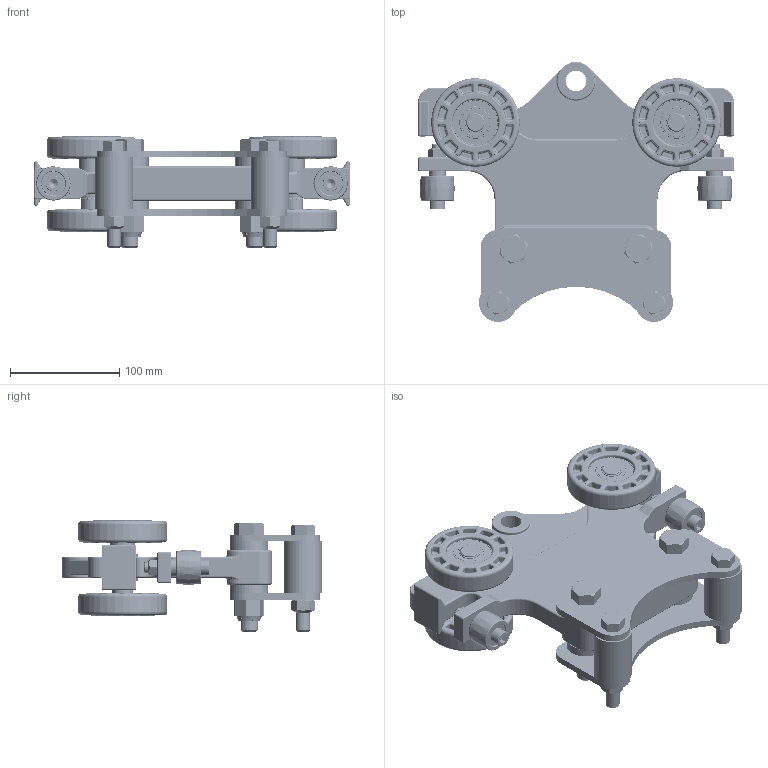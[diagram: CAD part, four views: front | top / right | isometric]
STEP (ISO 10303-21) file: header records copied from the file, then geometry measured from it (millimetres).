
FILE_DESCRIPTION((''),'2;1');
FILE_NAME('20022 ETA-8 6 IN BALANCER TROLLEY.stp','2011-03-29T12:54:27',('jholman'),(''),'Autodesk Inventor 2011','Autodesk Inventor 2011','');
FILE_SCHEMA(('AUTOMOTIVE_DESIGN { 1 0 10303 214 1 1 1 1 }'));
Length unit declared in the file: inch
Products named in the file (24): 3D11UIF4C; 20024; 3D11B4B4C; 3D11JDF4B; 3D11I6B4A; 3D11H6B4A; 3D11ODF4B; 3D11KDF4A; 3D11MDF4A; 3D11LDF4A; 3D11NDF4A; Hex Nut - UNC (Regular Thread - Inch) 3/8 - 16; Unbrako UNC Hex Socket Cap - Inch 3/8 x 2; 32045; 3D11HDF4B; 3D11IDF4A; 3D11DDB4C; 3D119DB4C; 3D11WCB4B; 3D11XCB4B; Hex Bolt - UNC (Regular Thread - Inch) 5/8-11 UNC - 3.5; Hex Bolt - UNC (Regular Thread - Inch) 1/2-13 UNC - 3.5; 3D11Y3B4A; Prevailing Torque Type Hex Nut - UNC (Regular Thread - Inch)  (IFI) 1/2 - 13 Metal Type
Assembly tree (44 placements, depth 4):
  3D11UIF4C
    20024
      3D11B4B4C
      3D11JDF4B  x2
      3D11I6B4A  x2
      3D11H6B4A  x4
      3D11ODF4B  x2
        3D11KDF4A
        3D11MDF4A
        3D11LDF4A
        3D11NDF4A
      Hex Nut - UNC (Regular Thread - Inch) 3/8 - 16  x2
      Unbrako UNC Hex Socket Cap - Inch 3/8 x 2  x2
      32045  x4
        3D11HDF4B
        3D11IDF4A
    3D11DDB4C
      3D119DB4C  x2
      3D11WCB4B  x2
      3D11XCB4B  x4
      Hex Bolt - UNC (Regular Thread - Inch) 5/8-11 UNC - 3.5  x2
      Hex Bolt - UNC (Regular Thread - Inch) 1/2-13 UNC - 3.5  x2
      3D11Y3B4A  x2
      Prevailing Torque Type Hex Nut - UNC (Regular Thread - Inch)  (IFI) 1/2 - 13 Metal Type  x2
Bounding box: 288.93 x 238.05 x 101.81 mm (x, y, z)
Volume: 1371839.3 mm3; surface area: 355043.2 mm2
Topology: 45 solids, 47 shells, 4673 faces, 10768 edges, 5883 vertices
Faces by surface type: plane 1247, bspline 1152, torus 774, cylinder 708, sphere 476, cone 316
Full cylindrical faces by diameter (mm): 1.016 x8, 1.321 x4, 7.798 x2, 9.525 x10, 9.754 x2, 10.592 x2, 12.7 x6, 13.081 x2, 14.3 x2, 15.875 x8, 15.977 x4, 16.307 x2, 16.954 x8, 16.993 x4, 17.463 x13, 17.78 x2, 17.882 x2, 19.05 x11, 22.098 x4, 22.174 x4, 22.225 x6, 23.813 x2, 26.594 x8, 26.797 x8, 28.575 x4, 34.925 x7, 41.707 x8, 41.91 x8, 42.238 x8, 46.99 x4
Entity records: 53783 total; most frequent: CARTESIAN_POINT 19724, DIRECTION 6772, ORIENTED_EDGE 6770, EDGE_CURVE 3385, AXIS2_PLACEMENT_3D 2959, VERTEX_POINT 1999, EDGE_LOOP 1874, CIRCLE 1632
